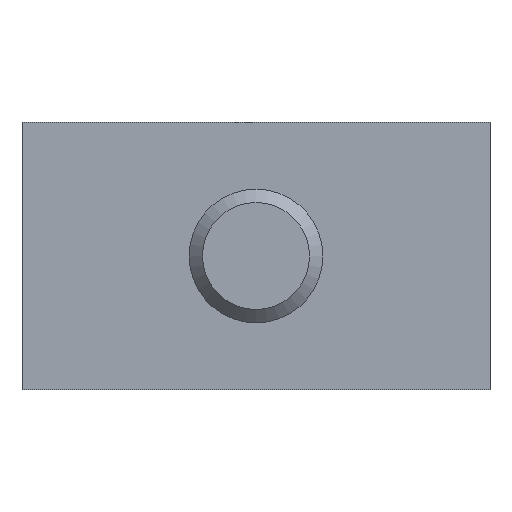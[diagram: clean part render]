
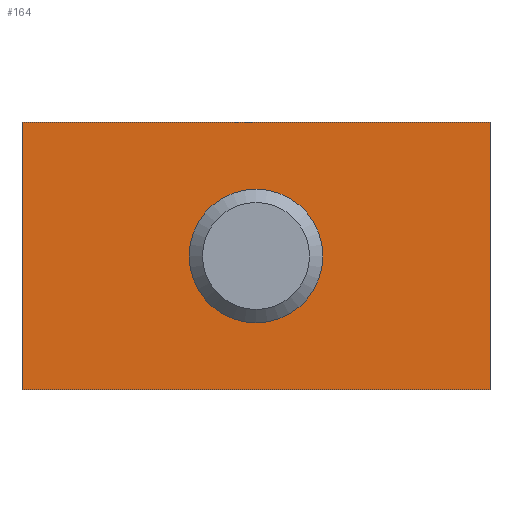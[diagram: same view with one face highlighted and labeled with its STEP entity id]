
A CAD part, left-side view. The second image highlights one B-rep face of the part: STEP entity #164.
In plain terms, the highlighted planar face has unit normal (-1, 0, 0).
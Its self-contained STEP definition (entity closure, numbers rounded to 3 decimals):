
#138=CIRCLE('',#684,5.);
#164=ADVANCED_FACE('F23',(#207,#208),#186,.T.);
#186=PLANE('',#706);
#207=FACE_BOUND('',#236,.T.);
#208=FACE_BOUND('',#237,.T.);
#236=EDGE_LOOP('',(#483,#484,#485,#486));
#237=EDGE_LOOP('',(#487));
#272=LINE('',#1008,#327);
#274=LINE('',#1012,#329);
#278=LINE('',#1019,#333);
#292=LINE('',#1047,#347);
#327=VECTOR('',#781,1.);
#329=VECTOR('',#785,1.);
#333=VECTOR('',#791,1.);
#347=VECTOR('',#833,1.);
#483=ORIENTED_EDGE('',*,*,#646,.F.);
#484=ORIENTED_EDGE('',*,*,#626,.T.);
#485=ORIENTED_EDGE('',*,*,#628,.T.);
#486=ORIENTED_EDGE('',*,*,#632,.T.);
#487=ORIENTED_EDGE('',*,*,#621,.T.);
#566=VERTEX_POINT('',#997);
#569=VERTEX_POINT('',#1007);
#570=VERTEX_POINT('',#1009);
#571=VERTEX_POINT('',#1013);
#572=VERTEX_POINT('',#1018);
#621=EDGE_CURVE('E55',#566,#566,#138,.T.);
#626=EDGE_CURVE('E29',#570,#569,#272,.T.);
#628=EDGE_CURVE('E44',#569,#571,#274,.T.);
#632=EDGE_CURVE('E14',#571,#572,#278,.T.);
#646=EDGE_CURVE('E46',#570,#572,#292,.T.);
#684=AXIS2_PLACEMENT_3D('',#998,#769,#770);
#706=AXIS2_PLACEMENT_3D('',#1049,#836,#837);
#769=DIRECTION('',(1.,0.,0.));
#770=DIRECTION('',(0.,0.,-1.));
#781=DIRECTION('',(0.,-1.,0.));
#785=DIRECTION('',(0.,0.,1.));
#791=DIRECTION('',(0.,1.,0.));
#833=DIRECTION('',(0.,0.,1.));
#836=DIRECTION('',(-1.,0.,0.));
#837=DIRECTION('',(0.,-1.,0.));
#997=CARTESIAN_POINT('',(-86.566,-77.849,0.));
#998=CARTESIAN_POINT('',(-86.566,-72.849,0.));
#1007=CARTESIAN_POINT('',(-86.566,-90.349,-10.));
#1008=CARTESIAN_POINT('',(-86.566,-72.849,-10.));
#1009=CARTESIAN_POINT('',(-86.566,-55.349,-10.));
#1012=CARTESIAN_POINT('',(-86.566,-90.349,0.));
#1013=CARTESIAN_POINT('',(-86.566,-90.349,10.));
#1018=CARTESIAN_POINT('',(-86.566,-55.349,10.));
#1019=CARTESIAN_POINT('',(-86.566,-72.849,10.));
#1047=CARTESIAN_POINT('',(-86.566,-55.349,0.));
#1049=CARTESIAN_POINT('',(-86.566,-55.249,-10.1));
